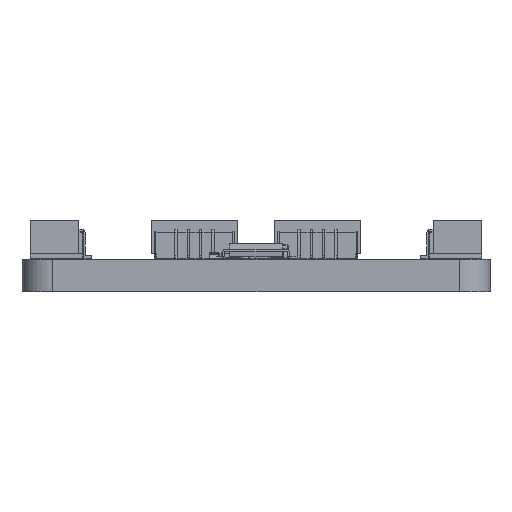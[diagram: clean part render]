
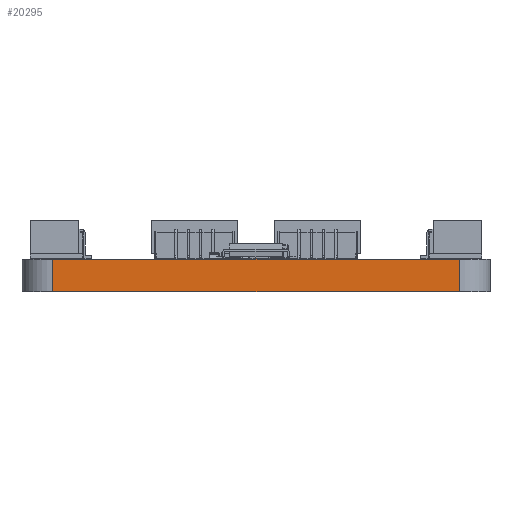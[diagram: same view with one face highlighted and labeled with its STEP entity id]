
A CAD part, left-side view. The second image highlights one B-rep face of the part: STEP entity #20295.
In plain terms, the highlighted planar face has unit normal (-1, 0, 0).
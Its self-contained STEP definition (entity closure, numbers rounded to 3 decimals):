
#19284 = VERTEX_POINT('',#19285);
#19285 = CARTESIAN_POINT('',(0.,35.5,0.));
#19292 = EDGE_CURVE('',#19293,#19284,#19295,.T.);
#19293 = VERTEX_POINT('',#19294);
#19294 = CARTESIAN_POINT('',(0.,2.5,0.));
#19295 = LINE('',#19296,#19297);
#19296 = CARTESIAN_POINT('',(0.,2.5,0.));
#19297 = VECTOR('',#19298,1.);
#19298 = DIRECTION('',(0.,1.,0.));
#19776 = VERTEX_POINT('',#19777);
#19777 = CARTESIAN_POINT('',(0.,35.5,2.63));
#19784 = EDGE_CURVE('',#19785,#19776,#19787,.T.);
#19785 = VERTEX_POINT('',#19786);
#19786 = CARTESIAN_POINT('',(0.,2.5,2.63));
#19787 = LINE('',#19788,#19789);
#19788 = CARTESIAN_POINT('',(0.,2.5,2.63));
#19789 = VECTOR('',#19790,1.);
#19790 = DIRECTION('',(0.,1.,0.));
#20265 = EDGE_CURVE('',#19284,#19776,#20266,.T.);
#20266 = LINE('',#20267,#20268);
#20267 = CARTESIAN_POINT('',(0.,35.5,0.));
#20268 = VECTOR('',#20269,1.);
#20269 = DIRECTION('',(0.,0.,1.));
#20295 = ADVANCED_FACE('',(#20296),#20307,.T.);
#20296 = FACE_BOUND('',#20297,.T.);
#20297 = EDGE_LOOP('',(#20298,#20304,#20305,#20306));
#20298 = ORIENTED_EDGE('',*,*,#20299,.T.);
#20299 = EDGE_CURVE('',#19293,#19785,#20300,.T.);
#20300 = LINE('',#20301,#20302);
#20301 = CARTESIAN_POINT('',(0.,2.5,0.));
#20302 = VECTOR('',#20303,1.);
#20303 = DIRECTION('',(0.,0.,1.));
#20304 = ORIENTED_EDGE('',*,*,#19784,.T.);
#20305 = ORIENTED_EDGE('',*,*,#20265,.F.);
#20306 = ORIENTED_EDGE('',*,*,#19292,.F.);
#20307 = PLANE('',#20308);
#20308 = AXIS2_PLACEMENT_3D('',#20309,#20310,#20311);
#20309 = CARTESIAN_POINT('',(0.,2.5,0.));
#20310 = DIRECTION('',(-1.,0.,0.));
#20311 = DIRECTION('',(0.,1.,0.));
